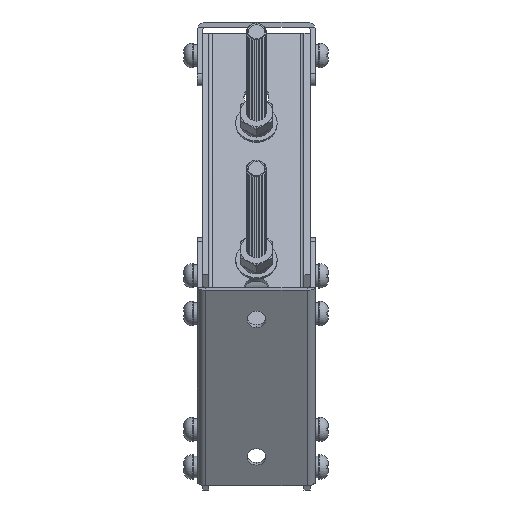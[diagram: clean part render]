
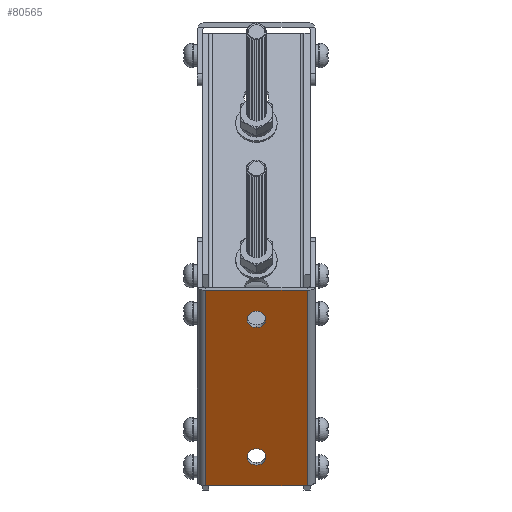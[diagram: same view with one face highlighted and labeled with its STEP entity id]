
A CAD part, left-side view. The second image highlights one B-rep face of the part: STEP entity #80565.
In plain terms, the highlighted planar face has unit normal (-0.866, 0, -0.5).
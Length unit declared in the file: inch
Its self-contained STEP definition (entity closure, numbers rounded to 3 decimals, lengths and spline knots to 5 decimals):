
#863 = AXIS2_PLACEMENT_3D ( 'NONE', #9604, #9606, #9608 ) ;
#868 = AXIS2_PLACEMENT_3D ( 'NONE', #9626, #9628, #9630 ) ;
#4012 = VERTEX_POINT ( 'NONE', #72103 ) ;
#4015 = VERTEX_POINT ( 'NONE', #72059 ) ;
#4023 = VERTEX_POINT ( 'NONE', #71877 ) ;
#4025 = VERTEX_POINT ( 'NONE', #71863 ) ;
#9604 = CARTESIAN_POINT ( 'NONE',  ( -2.56676, 0., 0.49407 ) ) ;
#9606 = DIRECTION ( 'NONE',  ( -0.866, 0., -0.5 ) ) ;
#9608 = DIRECTION ( 'NONE',  ( -0.5, 0., 0.866 ) ) ;
#9626 = CARTESIAN_POINT ( 'NONE',  ( -3.75429, 0., 2.55087 ) ) ;
#9628 = DIRECTION ( 'NONE',  ( -0.866, 0., -0.5 ) ) ;
#9630 = DIRECTION ( 'NONE',  ( -0.5, 0., 0.866 ) ) ;
#10392 = CIRCLE ( 'NONE', #863, 0.1405 ) ;
#10403 = CIRCLE ( 'NONE', #868, 0.1405 ) ;
#27783 = CARTESIAN_POINT ( 'NONE',  ( -2.49651, 0., 0.3724 ) ) ;
#27784 = CARTESIAN_POINT ( 'NONE',  ( -2.63701, 0., 0.61575 ) ) ;
#27787 = CARTESIAN_POINT ( 'NONE',  ( -3.68404, 0., 2.42919 ) ) ;
#27788 = CARTESIAN_POINT ( 'NONE',  ( -3.82454, 0., 2.67254 ) ) ;
#38287 = EDGE_LOOP ( 'NONE', ( #56044, #56042, #56040, #56038 ) ) ;
#38294 = EDGE_LOOP ( 'NONE', ( #56053, #56050 ) ) ;
#38423 = EDGE_LOOP ( 'NONE', ( #56048, #56047 ) ) ;
#56038 = ORIENTED_EDGE ( 'NONE', *, *, #95536, .T. ) ;
#56040 = ORIENTED_EDGE ( 'NONE', *, *, #95535, .T. ) ;
#56042 = ORIENTED_EDGE ( 'NONE', *, *, #95534, .T. ) ;
#56044 = ORIENTED_EDGE ( 'NONE', *, *, #95533, .F. ) ;
#56047 = ORIENTED_EDGE ( 'NONE', *, *, #85870, .F. ) ;
#56048 = ORIENTED_EDGE ( 'NONE', *, *, #95530, .F. ) ;
#56050 = ORIENTED_EDGE ( 'NONE', *, *, #85863, .F. ) ;
#56053 = ORIENTED_EDGE ( 'NONE', *, *, #95532, .F. ) ;
#60184 = AXIS2_PLACEMENT_3D ( 'NONE', #72210, #72211, #72213 ) ;
#60186 = AXIS2_PLACEMENT_3D ( 'NONE', #72222, #72224, #72225 ) ;
#71863 = CARTESIAN_POINT ( 'NONE',  ( -2.31726, -0.757, 0.06193 ) ) ;
#71877 = CARTESIAN_POINT ( 'NONE',  ( -2.31726, 0.757, 0.06193 ) ) ;
#72059 = CARTESIAN_POINT ( 'NONE',  ( -4.00379, -0.757, 2.98301 ) ) ;
#72103 = CARTESIAN_POINT ( 'NONE',  ( -4.00379, 0.757, 2.98301 ) ) ;
#72210 = CARTESIAN_POINT ( 'NONE',  ( -3.75429, 0., 2.55087 ) ) ;
#72211 = DIRECTION ( 'NONE',  ( -0.866, 0., -0.5 ) ) ;
#72213 = DIRECTION ( 'NONE',  ( -0.5, 0., 0.866 ) ) ;
#72214 = CARTESIAN_POINT ( 'NONE',  ( -4.00379, 0.882, 2.98301 ) ) ;
#72215 = DIRECTION ( 'NONE',  ( 0., -1., 0. ) ) ;
#72221 = CARTESIAN_POINT ( 'NONE',  ( -2.31726, 0.882, 0.06193 ) ) ;
#72222 = CARTESIAN_POINT ( 'NONE',  ( -2.56676, 0., 0.49407 ) ) ;
#72224 = DIRECTION ( 'NONE',  ( -0.866, 0., -0.5 ) ) ;
#72225 = DIRECTION ( 'NONE',  ( -0.5, 0., 0.866 ) ) ;
#72228 = CARTESIAN_POINT ( 'NONE',  ( -2.31726, 0.757, 0.06193 ) ) ;
#72229 = DIRECTION ( 'NONE',  ( 0.5, 0., -0.866 ) ) ;
#72231 = DIRECTION ( 'NONE',  ( 0., -1., 0. ) ) ;
#72234 = CARTESIAN_POINT ( 'NONE',  ( -4.00379, -0.757, 2.98301 ) ) ;
#72235 = DIRECTION ( 'NONE',  ( -0.5, 0., 0.866 ) ) ;
#72754 = LINE ( 'NONE', #72221, #72796 ) ;
#72783 = CIRCLE ( 'NONE', #60184, 0.1405 ) ;
#72786 = CIRCLE ( 'NONE', #60186, 0.1405 ) ;
#72787 = LINE ( 'NONE', #72214, #72790 ) ;
#72789 = LINE ( 'NONE', #72228, #72793 ) ;
#72790 = VECTOR ( 'NONE', #72215, 39.37008 ) ;
#72793 = VECTOR ( 'NONE', #72229, 39.37008 ) ;
#72794 = LINE ( 'NONE', #72234, #72799 ) ;
#72796 = VECTOR ( 'NONE', #72231, 39.37008 ) ;
#72799 = VECTOR ( 'NONE', #72235, 39.37008 ) ;
#74687 = AXIS2_PLACEMENT_3D ( 'NONE', #85614, #85616, #85618 ) ;
#80565 = ADVANCED_FACE ( 'NONE', ( #84472, #84476, #84473 ), #85601, .T. ) ;
#84472 = FACE_BOUND ( 'NONE', #38294, .T. ) ;
#84473 = FACE_OUTER_BOUND ( 'NONE', #38287, .T. ) ;
#84476 = FACE_BOUND ( 'NONE', #38423, .T. ) ;
#85601 = PLANE ( 'NONE',  #74687 ) ;
#85614 = CARTESIAN_POINT ( 'NONE',  ( -4.00379, 0.882, 2.98301 ) ) ;
#85616 = DIRECTION ( 'NONE',  ( -0.866, 0., -0.5 ) ) ;
#85618 = DIRECTION ( 'NONE',  ( -0.5, 0., 0.866 ) ) ;
#85863 = EDGE_CURVE ( 'NONE', #89978, #89979, #10392, .T. ) ;
#85870 = EDGE_CURVE ( 'NONE', #89982, #89983, #10403, .T. ) ;
#89978 = VERTEX_POINT ( 'NONE', #27783 ) ;
#89979 = VERTEX_POINT ( 'NONE', #27784 ) ;
#89982 = VERTEX_POINT ( 'NONE', #27787 ) ;
#89983 = VERTEX_POINT ( 'NONE', #27788 ) ;
#95530 = EDGE_CURVE ( 'NONE', #89983, #89982, #72783, .T. ) ;
#95532 = EDGE_CURVE ( 'NONE', #89979, #89978, #72786, .T. ) ;
#95533 = EDGE_CURVE ( 'NONE', #4012, #4015, #72787, .T. ) ;
#95534 = EDGE_CURVE ( 'NONE', #4012, #4023, #72789, .T. ) ;
#95535 = EDGE_CURVE ( 'NONE', #4023, #4025, #72754, .T. ) ;
#95536 = EDGE_CURVE ( 'NONE', #4025, #4015, #72794, .T. ) ;
